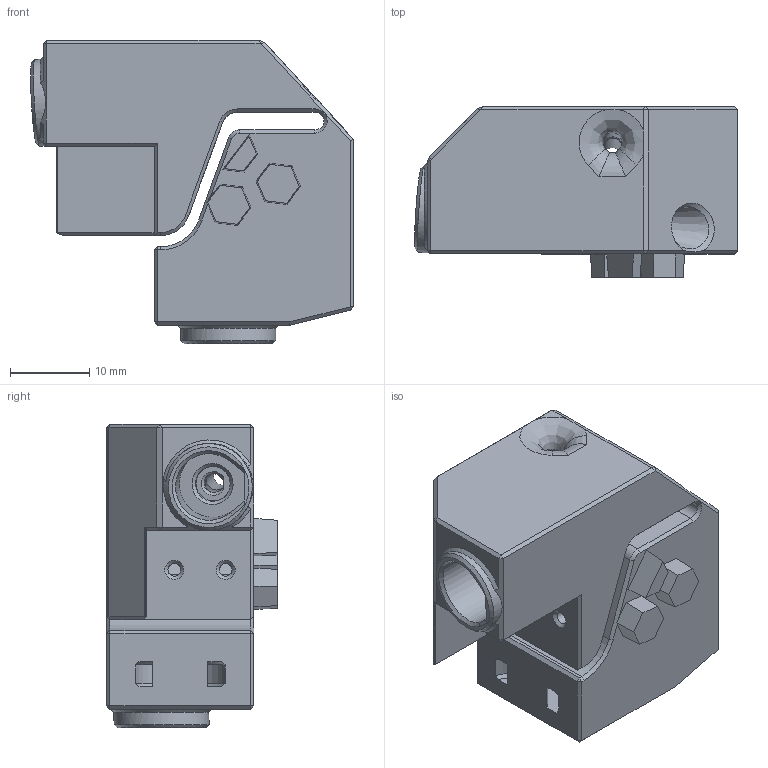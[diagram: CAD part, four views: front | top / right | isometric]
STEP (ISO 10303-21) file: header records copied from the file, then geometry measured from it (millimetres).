
FILE_DESCRIPTION(/* description */ (''),/* implementation_level */ '2;1');
FILE_NAME(/* name */ 'Coupler_Block_MMB_v3_Microswitch.step',/* time_stamp */ '2023-12-18T03:09:21-05:00',/* author */ (''),/* organization */ (''),/* preprocessor_version */ 'ST-DEVELOPER v20',/* originating_system */ 'Autodesk Translation Framework v12.14.0.127',/* authorisation */ '');
FILE_SCHEMA (('AUTOMOTIVE_DESIGN { 1 0 10303 214 3 1 1 }'));
Length unit declared in the file: millimetre
Products named in the file (1): ERCF Assembly
Bounding box: 40.8 x 21.55 x 38.34 mm (x, y, z)
Volume: 16083.8 mm3; surface area: 7848.4 mm2
Topology: 1 solids, 1 shells, 255 faces, 649 edges, 401 vertices
Faces by surface type: plane 192, cylinder 25, cone 19, bspline 18, sphere 1
Full cylindrical faces by diameter (mm): 1.6 x2, 4.4 x2, 6 x1, 12 x1
Entity records: 8533 total; most frequent: CARTESIAN_POINT 2486, ORIENTED_EDGE 1298, DIRECTION 1134, EDGE_CURVE 649, LINE 500, VECTOR 500, VERTEX_POINT 401, AXIS2_PLACEMENT_3D 317
